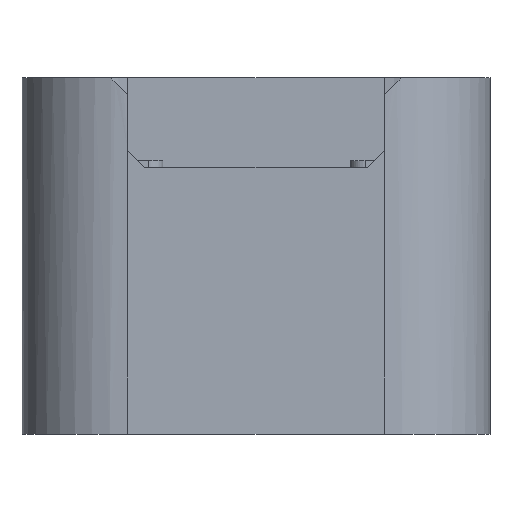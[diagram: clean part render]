
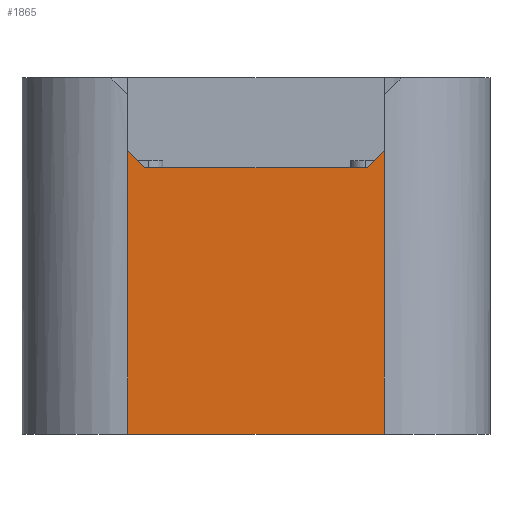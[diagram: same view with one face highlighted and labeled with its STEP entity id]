
A CAD part, left-side view. The second image highlights one B-rep face of the part: STEP entity #1865.
In plain terms, the highlighted planar face has unit normal (-1, 0, 0).
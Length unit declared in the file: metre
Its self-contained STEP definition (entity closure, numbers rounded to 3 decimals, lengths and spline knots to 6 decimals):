
#179=LINE('',#2828,#367);
#180=LINE('',#2832,#368);
#181=LINE('',#2834,#369);
#182=LINE('',#2836,#370);
#183=LINE('',#2838,#371);
#184=LINE('',#2840,#372);
#367=VECTOR('',#2277,1.);
#368=VECTOR('',#2282,1.);
#369=VECTOR('',#2283,1.);
#370=VECTOR('',#2284,1.);
#371=VECTOR('',#2285,1.);
#372=VECTOR('',#2286,1.);
#636=ORIENTED_EDGE('',*,*,#1153,.F.);
#637=ORIENTED_EDGE('',*,*,#1155,.T.);
#638=ORIENTED_EDGE('',*,*,#1156,.T.);
#639=ORIENTED_EDGE('',*,*,#1157,.T.);
#640=ORIENTED_EDGE('',*,*,#1158,.T.);
#641=ORIENTED_EDGE('',*,*,#1159,.T.);
#1153=EDGE_CURVE('',#1410,#1411,#179,.T.);
#1155=EDGE_CURVE('',#1410,#1412,#180,.T.);
#1156=EDGE_CURVE('',#1412,#1413,#181,.T.);
#1157=EDGE_CURVE('',#1413,#1414,#182,.F.);
#1158=EDGE_CURVE('',#1414,#1415,#183,.T.);
#1159=EDGE_CURVE('',#1415,#1411,#184,.T.);
#1410=VERTEX_POINT('',#2827);
#1411=VERTEX_POINT('',#2829);
#1412=VERTEX_POINT('',#2833);
#1413=VERTEX_POINT('',#2835);
#1414=VERTEX_POINT('',#2837);
#1415=VERTEX_POINT('',#2839);
#1564=EDGE_LOOP('',(#636,#637,#638,#639,#640,#641));
#1687=FACE_BOUND('',#1564,.T.);
#1789=PLANE('',#2016);
#1865=ADVANCED_FACE('',(#1687),#1789,.F.);
#2016=AXIS2_PLACEMENT_3D('',#2831,#2280,#2281);
#2277=DIRECTION('',(0.,0.,-1.));
#2280=DIRECTION('',(1.,0.,0.));
#2281=DIRECTION('',(0.,0.,-1.));
#2282=DIRECTION('',(0.,0.707,-0.707));
#2283=DIRECTION('',(0.,1.,0.));
#2284=DIRECTION('',(0.,-0.707,-0.707));
#2285=DIRECTION('',(0.,0.,-1.));
#2286=DIRECTION('',(0.,-1.,0.));
#2827=CARTESIAN_POINT('',(-0.009247,-0.007499,0.000587));
#2828=CARTESIAN_POINT('',(-0.009247,-0.007499,0.004852));
#2829=CARTESIAN_POINT('',(-0.009247,-0.007499,-0.016));
#2831=CARTESIAN_POINT('',(-0.009247,0.000001,0.004852));
#2832=CARTESIAN_POINT('',(-0.009247,-0.005881,-0.00103));
#2833=CARTESIAN_POINT('',(-0.009247,-0.006499,-0.000413));
#2834=CARTESIAN_POINT('',(-0.009247,0.000001,-0.000413));
#2835=CARTESIAN_POINT('',(-0.009247,0.006501,-0.000413));
#2836=CARTESIAN_POINT('',(-0.009247,0.005883,-0.00103));
#2837=CARTESIAN_POINT('',(-0.009247,0.007501,0.000587));
#2838=CARTESIAN_POINT('',(-0.009247,0.007501,0.004852));
#2839=CARTESIAN_POINT('',(-0.009247,0.007501,-0.016));
#2840=CARTESIAN_POINT('',(-0.009247,0.000001,-0.016));
